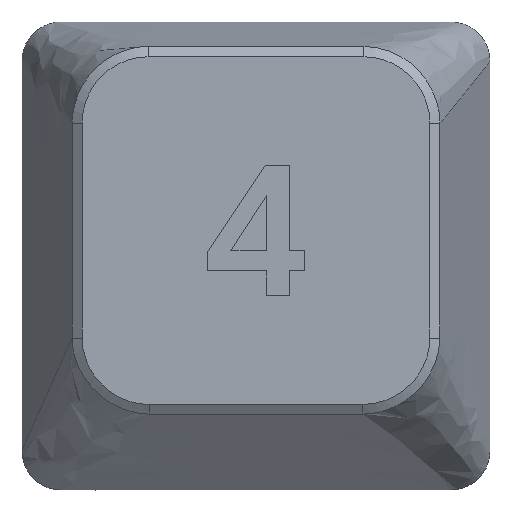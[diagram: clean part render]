
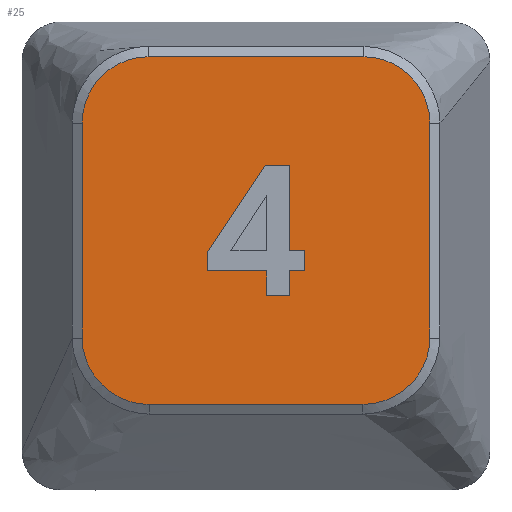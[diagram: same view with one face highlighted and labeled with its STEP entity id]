
A CAD part, top view. The second image highlights one B-rep face of the part: STEP entity #25.
In plain terms, the highlighted planar face has unit normal (0, 0, 1).
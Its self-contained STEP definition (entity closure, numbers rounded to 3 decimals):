
#17=FACE_BOUND('',#168,.T.);
#25=ADVANCED_FACE('',(#95,#17),#1102,.T.);
#95=FACE_OUTER_BOUND('',#167,.T.);
#167=EDGE_LOOP('',(#271,#272,#273,#274,#275,#276,#277,#278));
#168=EDGE_LOOP('',(#279,#280,#281,#282,#283,#284,#285,#286,#287,#288,#289));
#271=ORIENTED_EDGE('',*,*,#605,.T.);
#272=ORIENTED_EDGE('',*,*,#625,.T.);
#273=ORIENTED_EDGE('',*,*,#623,.T.);
#274=ORIENTED_EDGE('',*,*,#621,.T.);
#275=ORIENTED_EDGE('',*,*,#619,.T.);
#276=ORIENTED_EDGE('',*,*,#602,.T.);
#277=ORIENTED_EDGE('',*,*,#616,.T.);
#278=ORIENTED_EDGE('',*,*,#614,.T.);
#279=ORIENTED_EDGE('',*,*,#728,.F.);
#280=ORIENTED_EDGE('',*,*,#727,.F.);
#281=ORIENTED_EDGE('',*,*,#726,.F.);
#282=ORIENTED_EDGE('',*,*,#725,.F.);
#283=ORIENTED_EDGE('',*,*,#724,.F.);
#284=ORIENTED_EDGE('',*,*,#723,.F.);
#285=ORIENTED_EDGE('',*,*,#722,.F.);
#286=ORIENTED_EDGE('',*,*,#721,.F.);
#287=ORIENTED_EDGE('',*,*,#720,.F.);
#288=ORIENTED_EDGE('',*,*,#719,.F.);
#289=ORIENTED_EDGE('',*,*,#718,.F.);
#602=EDGE_CURVE('',#960,#959,#806,.T.);
#605=EDGE_CURVE('',#950,#964,#809,.T.);
#614=EDGE_CURVE('',#958,#950,#818,.T.);
#616=EDGE_CURVE('',#959,#958,#820,.T.);
#619=EDGE_CURVE('',#961,#960,#823,.T.);
#621=EDGE_CURVE('',#962,#961,#825,.T.);
#623=EDGE_CURVE('',#963,#962,#827,.T.);
#625=EDGE_CURVE('',#964,#963,#829,.T.);
#718=EDGE_CURVE('',#1016,#1017,#908,.T.);
#719=EDGE_CURVE('',#1017,#1018,#909,.T.);
#720=EDGE_CURVE('',#1018,#1019,#910,.T.);
#721=EDGE_CURVE('',#1019,#1020,#911,.T.);
#722=EDGE_CURVE('',#1020,#1021,#912,.T.);
#723=EDGE_CURVE('',#1021,#1022,#913,.T.);
#724=EDGE_CURVE('',#1022,#1023,#914,.T.);
#725=EDGE_CURVE('',#1023,#1024,#915,.T.);
#726=EDGE_CURVE('',#1024,#1025,#916,.T.);
#727=EDGE_CURVE('',#1025,#1026,#917,.T.);
#728=EDGE_CURVE('',#1026,#1016,#918,.T.);
#806=B_SPLINE_CURVE_WITH_KNOTS('',3,(#1654,#1655,#1656,#1657),
 .UNSPECIFIED.,.F.,.F.,(4,4),(-20.393,-12.086),
 .UNSPECIFIED.);
#809=B_SPLINE_CURVE_WITH_KNOTS('',3,(#1664,#1665,#1666,#1667,#1668),
 .UNSPECIFIED.,.F.,.F.,(4,1,4),(-48.917,-46.906,-44.896),
 .UNSPECIFIED.);
#818=B_SPLINE_CURVE_WITH_KNOTS('',3,(#1703,#1704,#1705,#1706),
 .UNSPECIFIED.,.F.,.F.,(4,4),(-8.095,0.17),
 .UNSPECIFIED.);
#820=B_SPLINE_CURVE_WITH_KNOTS('',3,(#1709,#1710,#1711,#1712,#1713),
 .UNSPECIFIED.,.F.,.F.,(4,1,4),(-12.086,-10.092,-8.095),
 .UNSPECIFIED.);
#823=B_SPLINE_CURVE_WITH_KNOTS('',3,(#1718,#1719,#1720,#1721,#1722),
 .UNSPECIFIED.,.F.,.F.,(4,1,4),(-24.384,-22.386,-20.393),
 .UNSPECIFIED.);
#825=B_SPLINE_CURVE_WITH_KNOTS('',3,(#1725,#1726,#1727,#1728),
 .UNSPECIFIED.,.F.,.F.,(4,4),(-32.649,-24.384),
 .UNSPECIFIED.);
#827=B_SPLINE_CURVE_WITH_KNOTS('',3,(#1731,#1732,#1733,#1734,#1735),
 .UNSPECIFIED.,.F.,.F.,(4,1,4),(-36.669,-34.66,-32.649),
 .UNSPECIFIED.);
#829=B_SPLINE_CURVE_WITH_KNOTS('',3,(#1738,#1739,#1740,#1741),
 .UNSPECIFIED.,.F.,.F.,(4,4),(-44.896,-36.669),
 .UNSPECIFIED.);
#908=B_SPLINE_CURVE_WITH_KNOTS('',1,(#2035,#2036),.UNSPECIFIED.,.F.,.F.,
(2,2),(-11.,-10.),.UNSPECIFIED.);
#909=B_SPLINE_CURVE_WITH_KNOTS('',1,(#2037,#2038),.UNSPECIFIED.,.F.,.F.,
(2,2),(-10.,-9.),.UNSPECIFIED.);
#910=B_SPLINE_CURVE_WITH_KNOTS('',1,(#2039,#2040),.UNSPECIFIED.,.F.,.F.,
(2,2),(-9.,-8.),.UNSPECIFIED.);
#911=B_SPLINE_CURVE_WITH_KNOTS('',1,(#2041,#2042),.UNSPECIFIED.,.F.,.F.,
(2,2),(-8.,-7.),.UNSPECIFIED.);
#912=B_SPLINE_CURVE_WITH_KNOTS('',1,(#2043,#2044),.UNSPECIFIED.,.F.,.F.,
(2,2),(-7.,-6.),.UNSPECIFIED.);
#913=B_SPLINE_CURVE_WITH_KNOTS('',1,(#2045,#2046),.UNSPECIFIED.,.F.,.F.,
(2,2),(-6.,-5.),.UNSPECIFIED.);
#914=B_SPLINE_CURVE_WITH_KNOTS('',1,(#2047,#2048),.UNSPECIFIED.,.F.,.F.,
(2,2),(-5.,-4.),.UNSPECIFIED.);
#915=B_SPLINE_CURVE_WITH_KNOTS('',1,(#2049,#2050),.UNSPECIFIED.,.F.,.F.,
(2,2),(-4.,-3.),.UNSPECIFIED.);
#916=B_SPLINE_CURVE_WITH_KNOTS('',1,(#2051,#2052),.UNSPECIFIED.,.F.,.F.,
(2,2),(-3.,-2.),.UNSPECIFIED.);
#917=B_SPLINE_CURVE_WITH_KNOTS('',1,(#2053,#2054),.UNSPECIFIED.,.F.,.F.,
(2,2),(-2.,-1.),.UNSPECIFIED.);
#918=B_SPLINE_CURVE_WITH_KNOTS('',1,(#2055,#2056),.UNSPECIFIED.,.F.,.F.,
(2,2),(-1.,0.),.UNSPECIFIED.);
#950=VERTEX_POINT('',#1494);
#958=VERTEX_POINT('',#1502);
#959=VERTEX_POINT('',#1503);
#960=VERTEX_POINT('',#1504);
#961=VERTEX_POINT('',#1505);
#962=VERTEX_POINT('',#1506);
#963=VERTEX_POINT('',#1507);
#964=VERTEX_POINT('',#1508);
#1016=VERTEX_POINT('',#1560);
#1017=VERTEX_POINT('',#1561);
#1018=VERTEX_POINT('',#1562);
#1019=VERTEX_POINT('',#1563);
#1020=VERTEX_POINT('',#1564);
#1021=VERTEX_POINT('',#1565);
#1022=VERTEX_POINT('',#1566);
#1023=VERTEX_POINT('',#1567);
#1024=VERTEX_POINT('',#1568);
#1025=VERTEX_POINT('',#1569);
#1026=VERTEX_POINT('',#1570);
#1102=PLANE('',#1178);
#1178=AXIS2_PLACEMENT_3D('',#1444,#1237,$);
#1237=DIRECTION('',(0.,0.,1.));
#1444=CARTESIAN_POINT('',(-2.14,8.14,14.));
#1494=CARTESIAN_POINT('',(-1.688,-3.17,14.));
#1502=CARTESIAN_POINT('',(-1.688,5.095,14.));
#1503=CARTESIAN_POINT('',(0.847,7.647,14.));
#1504=CARTESIAN_POINT('',(9.153,7.647,14.));
#1505=CARTESIAN_POINT('',(11.688,5.095,14.));
#1506=CARTESIAN_POINT('',(11.688,-3.17,14.));
#1507=CARTESIAN_POINT('',(9.114,-5.723,14.));
#1508=CARTESIAN_POINT('',(0.886,-5.723,14.));
#1560=CARTESIAN_POINT('',(6.302,0.191,14.));
#1561=CARTESIAN_POINT('',(6.302,3.465,14.));
#1562=CARTESIAN_POINT('',(5.352,3.465,14.));
#1563=CARTESIAN_POINT('',(3.118,0.106,14.));
#1564=CARTESIAN_POINT('',(3.118,-0.584,14.));
#1565=CARTESIAN_POINT('',(5.41,-0.584,14.));
#1566=CARTESIAN_POINT('',(5.41,-1.541,14.));
#1567=CARTESIAN_POINT('',(6.302,-1.541,14.));
#1568=CARTESIAN_POINT('',(6.302,-0.584,14.));
#1569=CARTESIAN_POINT('',(6.882,-0.584,14.));
#1570=CARTESIAN_POINT('',(6.882,0.191,14.));
#1654=CARTESIAN_POINT('',(9.153,7.647,14.));
#1655=CARTESIAN_POINT('',(6.384,7.647,14.));
#1656=CARTESIAN_POINT('',(3.616,7.647,14.));
#1657=CARTESIAN_POINT('',(0.847,7.647,14.));
#1664=CARTESIAN_POINT('',(-1.688,-3.17,14.));
#1665=CARTESIAN_POINT('',(-1.691,-3.843,14.));
#1666=CARTESIAN_POINT('',(-1.112,-5.165,14.));
#1667=CARTESIAN_POINT('',(0.215,-5.726,14.));
#1668=CARTESIAN_POINT('',(0.886,-5.723,14.));
#1703=CARTESIAN_POINT('',(-1.688,5.095,14.));
#1704=CARTESIAN_POINT('',(-1.688,2.34,14.));
#1705=CARTESIAN_POINT('',(-1.688,-0.415,14.));
#1706=CARTESIAN_POINT('',(-1.688,-3.17,14.));
#1709=CARTESIAN_POINT('',(0.847,7.647,14.));
#1710=CARTESIAN_POINT('',(0.18,7.651,14.));
#1711=CARTESIAN_POINT('',(-1.136,7.082,14.));
#1712=CARTESIAN_POINT('',(-1.691,5.762,14.));
#1713=CARTESIAN_POINT('',(-1.688,5.095,14.));
#1718=CARTESIAN_POINT('',(11.688,5.095,14.));
#1719=CARTESIAN_POINT('',(11.691,5.762,14.));
#1720=CARTESIAN_POINT('',(11.136,7.082,14.));
#1721=CARTESIAN_POINT('',(9.82,7.651,14.));
#1722=CARTESIAN_POINT('',(9.153,7.647,14.));
#1725=CARTESIAN_POINT('',(11.688,-3.17,14.));
#1726=CARTESIAN_POINT('',(11.688,-0.415,14.));
#1727=CARTESIAN_POINT('',(11.688,2.34,14.));
#1728=CARTESIAN_POINT('',(11.688,5.095,14.));
#1731=CARTESIAN_POINT('',(9.114,-5.723,14.));
#1732=CARTESIAN_POINT('',(9.785,-5.726,14.));
#1733=CARTESIAN_POINT('',(11.112,-5.165,14.));
#1734=CARTESIAN_POINT('',(11.691,-3.843,14.));
#1735=CARTESIAN_POINT('',(11.688,-3.17,14.));
#1738=CARTESIAN_POINT('',(0.886,-5.723,14.));
#1739=CARTESIAN_POINT('',(3.629,-5.723,14.));
#1740=CARTESIAN_POINT('',(6.371,-5.723,14.));
#1741=CARTESIAN_POINT('',(9.114,-5.723,14.));
#2035=CARTESIAN_POINT('',(6.302,0.191,14.));
#2036=CARTESIAN_POINT('',(6.302,3.465,14.));
#2037=CARTESIAN_POINT('',(6.302,3.465,14.));
#2038=CARTESIAN_POINT('',(5.352,3.465,14.));
#2039=CARTESIAN_POINT('',(5.352,3.465,14.));
#2040=CARTESIAN_POINT('',(3.118,0.106,14.));
#2041=CARTESIAN_POINT('',(3.118,0.106,14.));
#2042=CARTESIAN_POINT('',(3.118,-0.584,14.));
#2043=CARTESIAN_POINT('',(3.118,-0.584,14.));
#2044=CARTESIAN_POINT('',(5.41,-0.584,14.));
#2045=CARTESIAN_POINT('',(5.41,-0.584,14.));
#2046=CARTESIAN_POINT('',(5.41,-1.541,14.));
#2047=CARTESIAN_POINT('',(5.41,-1.541,14.));
#2048=CARTESIAN_POINT('',(6.302,-1.541,14.));
#2049=CARTESIAN_POINT('',(6.302,-1.541,14.));
#2050=CARTESIAN_POINT('',(6.302,-0.584,14.));
#2051=CARTESIAN_POINT('',(6.302,-0.584,14.));
#2052=CARTESIAN_POINT('',(6.882,-0.584,14.));
#2053=CARTESIAN_POINT('',(6.882,-0.584,14.));
#2054=CARTESIAN_POINT('',(6.882,0.191,14.));
#2055=CARTESIAN_POINT('',(6.882,0.191,14.));
#2056=CARTESIAN_POINT('',(6.302,0.191,14.));
